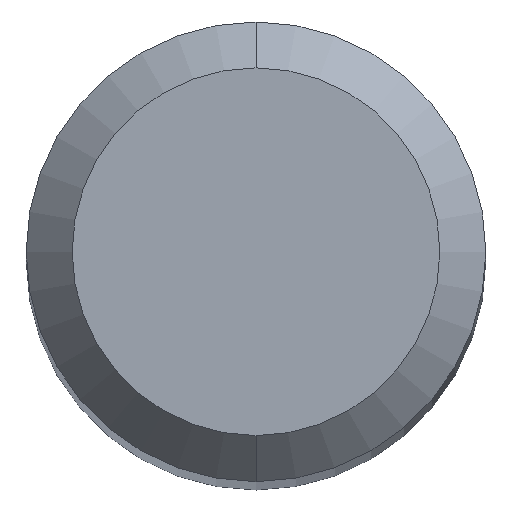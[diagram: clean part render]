
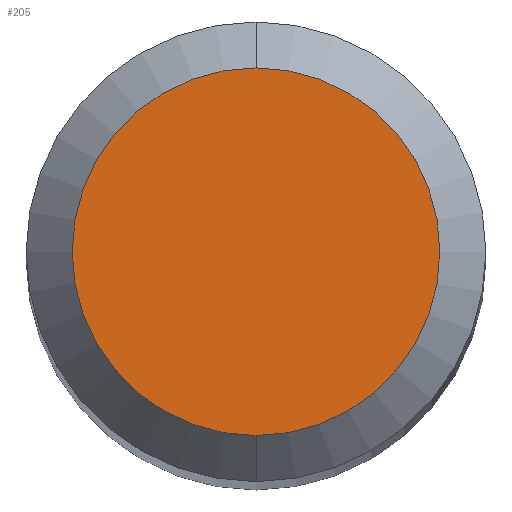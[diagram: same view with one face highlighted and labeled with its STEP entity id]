
A CAD part, top view. The second image highlights one B-rep face of the part: STEP entity #205.
In plain terms, the highlighted planar face has unit normal (0, 0, 1).
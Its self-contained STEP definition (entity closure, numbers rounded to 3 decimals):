
#193=VERTEX_POINT('',#503);
#205=ADVANCED_FACE('',(#515),#516,.T.);
#269=VERTEX_POINT('',#582);
#369=EDGE_CURVE('',#269,#193,#691,.T.);
#457=EDGE_CURVE('',#193,#269,#793,.T.);
#503=CARTESIAN_POINT('',(0.0,1.2,0.0));
#515=FACE_OUTER_BOUND('',#857,.T.);
#516=PLANE('',#858);
#582=CARTESIAN_POINT('',(0.,-1.2,0.0));
#691=CIRCLE('',#1250,1.2);
#793=CIRCLE('',#1436,1.2);
#857=EDGE_LOOP('',(#1484,#1485));
#858=AXIS2_PLACEMENT_3D('',#1486,#1487,#1488);
#1250=AXIS2_PLACEMENT_3D('',#1638,#1639,#1640);
#1436=AXIS2_PLACEMENT_3D('',#1793,#1794,#1795);
#1484=ORIENTED_EDGE('',*,*,#457,.F.);
#1485=ORIENTED_EDGE('',*,*,#369,.F.);
#1486=CARTESIAN_POINT('',(0.0,0.6,0.0));
#1487=DIRECTION('',(-0.0,0.0,1.0));
#1488=DIRECTION('',(0.0,-1.0,0.0));
#1638=CARTESIAN_POINT('',(0.0,0.0,0.0));
#1639=DIRECTION('',(0.0,0.0,-1.0));
#1640=DIRECTION('',(0.0,1.0,0.0));
#1793=CARTESIAN_POINT('',(0.0,0.0,0.0));
#1794=DIRECTION('',(0.0,0.0,-1.0));
#1795=DIRECTION('',(0.0,1.0,0.0));
